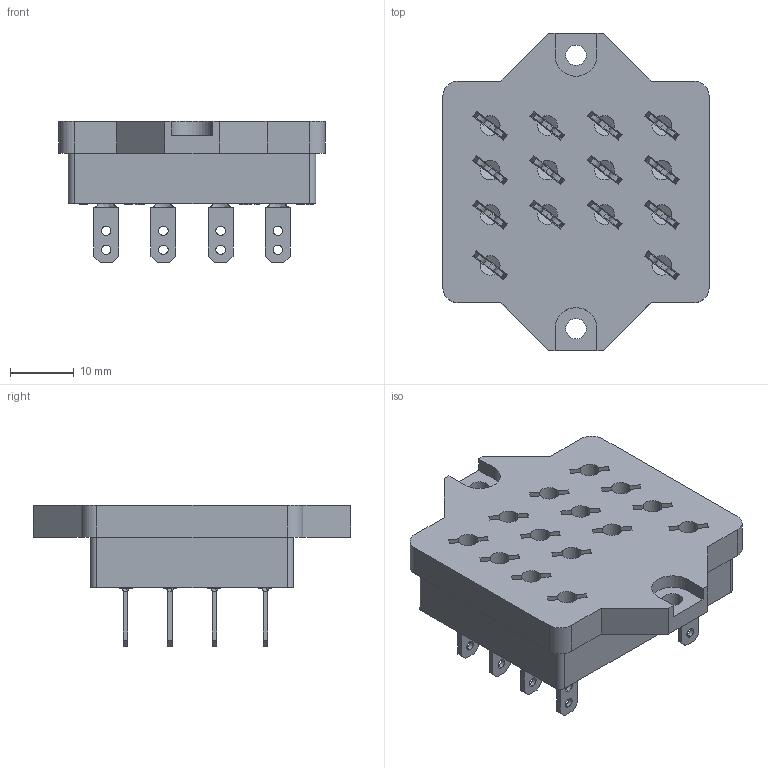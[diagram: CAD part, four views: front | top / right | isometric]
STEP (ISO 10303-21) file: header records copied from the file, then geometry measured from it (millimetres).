
FILE_DESCRIPTION (( 'STEP AP214' ), '1' );
FILE_NAME ('GOP14.STEP', '2016-05-31T07:50:33', ( '' ), ( '' ), 'SwSTEP 2.0', 'SolidWorks 2016', '' );
FILE_SCHEMA (( 'AUTOMOTIVE_DESIGN' ));
Length unit declared in the file: millimetre
Products named in the file (1): GOP14
Bounding box: 41.9 x 49.9 x 22.18 mm (x, y, z)
Volume: 16437 mm3; surface area: 10715.7 mm2
Topology: 15 solids, 15 shells, 1083 faces, 2899 edges, 1870 vertices
Faces by surface type: plane 581, cylinder 288, bspline 210, sphere 4
Entity records: 62360 total; most frequent: CARTESIAN_POINT 25073, ORIENTED_EDGE 5790, DIRECTION 4323, EDGE_CURVE 2895, VERTEX_POINT 1870, AXIS2_PLACEMENT_3D 1464, LINE 1395, VECTOR 1395
